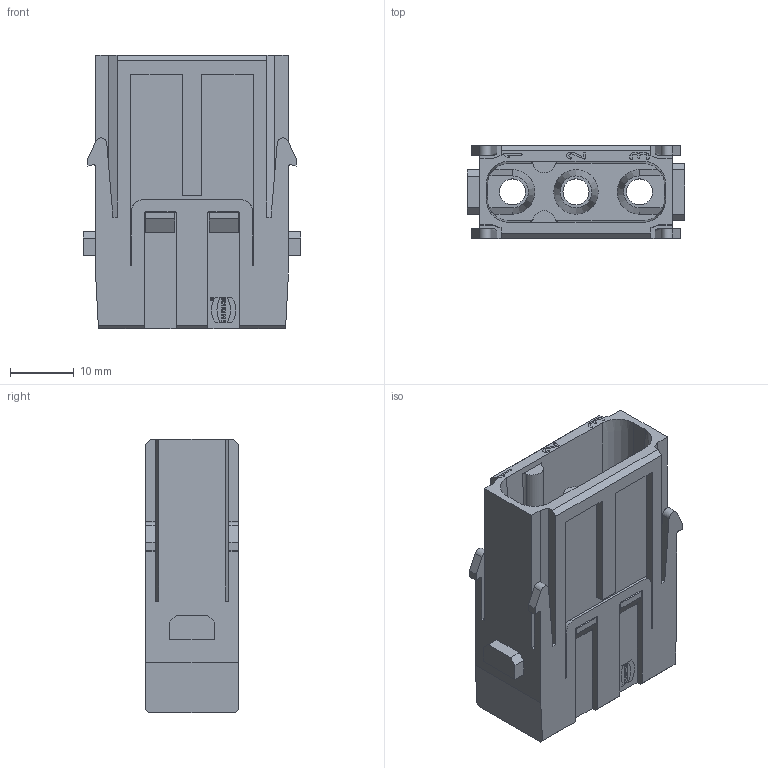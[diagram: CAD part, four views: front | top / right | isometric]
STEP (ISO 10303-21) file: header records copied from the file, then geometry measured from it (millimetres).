
FILE_DESCRIPTION(/* description */ (''),/* implementation_level */ '2;1');
FILE_NAME(/* name */ '100610206ugm000_a.stp',/* time_stamp */ '2015-01-27T11:59:48+01:00',/* author */ (''),/* organization */ (''),/* preprocessor_version */ 'ST-DEVELOPER v15',/* originating_system */ 'SIEMENS PLM Software NX 8.5',/* authorisation */ '');
FILE_SCHEMA (('AUTOMOTIVE_DESIGN { 1 0 10303 214 3 1 1 1 }'));
Length unit declared in the file: millimetre
Products named in the file (1): 100610206ugm000_a
Bounding box: 34.2 x 14.6 x 43.1 mm (x, y, z)
Volume: 11294.6 mm3; surface area: 9210.1 mm2
Topology: 1 solids, 1 shells, 223 faces, 879 edges, 820 vertices
Faces by surface type: plane 165, cylinder 35, cone 19, bspline 4
Full cylindrical faces by diameter (mm): 4.1 x3, 6.3 x3, 7.8 x3
Entity records: 10944 total; most frequent: CARTESIAN_POINT 1967, ORIENTED_EDGE 1400, DIRECTION 1324, EDGE_CURVE 700, LINE 620, VECTOR 620, VERTEX_POINT 524, PRESENTATION_STYLE_ASSIGNMENT 358
